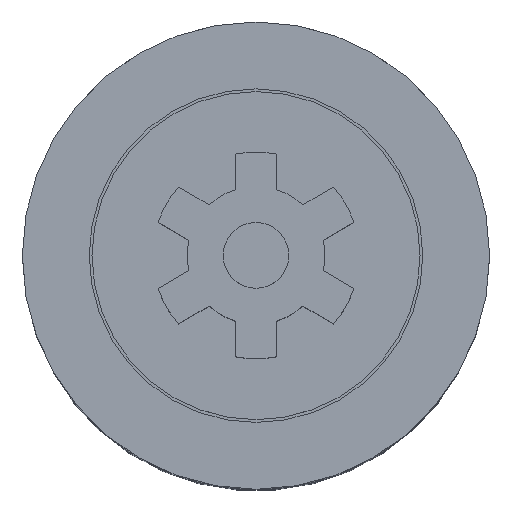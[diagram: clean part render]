
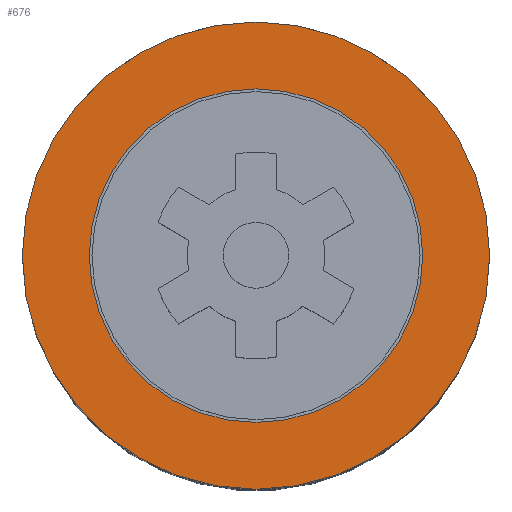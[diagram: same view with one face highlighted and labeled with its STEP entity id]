
A CAD part, top view. The second image highlights one B-rep face of the part: STEP entity #676.
In plain terms, the highlighted planar face has unit normal (0, 0, 1).
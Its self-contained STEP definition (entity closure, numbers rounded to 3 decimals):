
#219 = DIRECTION ( 'NONE',  ( 1., 0., 0. ) ) ;
#249 = CARTESIAN_POINT ( 'NONE',  ( 0., 0., 19.52 ) ) ;
#306 = CIRCLE ( 'NONE', #2346, 5.085 ) ;
#326 = AXIS2_PLACEMENT_3D ( 'NONE', #2356, #2386, #2601 ) ;
#327 = CARTESIAN_POINT ( 'NONE',  ( -5.085, 0., 19.52 ) ) ;
#386 = CIRCLE ( 'NONE', #388, 3.63 ) ;
#388 = AXIS2_PLACEMENT_3D ( 'NONE', #3127, #1720, #219 ) ;
#493 = DIRECTION ( 'NONE',  ( 1., 0., 0. ) ) ;
#641 = EDGE_LOOP ( 'NONE', ( #1858, #1996 ) ) ;
#665 = EDGE_CURVE ( 'NONE', #1859, #1268, #306, .T. ) ;
#676 = ADVANCED_FACE ( 'NONE', ( #969, #2818 ), #896, .T. ) ;
#728 = DIRECTION ( 'NONE',  ( 0., 0., 1. ) ) ;
#729 = DIRECTION ( 'NONE',  ( 0., 0., 1. ) ) ;
#738 = CARTESIAN_POINT ( 'NONE',  ( 0., 0., 19.52 ) ) ;
#809 = DIRECTION ( 'NONE',  ( 1., 0., 0. ) ) ;
#896 = PLANE ( 'NONE',  #326 ) ;
#969 = FACE_BOUND ( 'NONE', #1589, .T. ) ;
#1268 = VERTEX_POINT ( 'NONE', #2963 ) ;
#1582 = ORIENTED_EDGE ( 'NONE', *, *, #2065, .F. ) ;
#1589 = EDGE_LOOP ( 'NONE', ( #1582, #1740 ) ) ;
#1690 = CIRCLE ( 'NONE', #2310, 5.085 ) ;
#1720 = DIRECTION ( 'NONE',  ( 0., 0., 1. ) ) ;
#1740 = ORIENTED_EDGE ( 'NONE', *, *, #2975, .F. ) ;
#1858 = ORIENTED_EDGE ( 'NONE', *, *, #665, .T. ) ;
#1859 = VERTEX_POINT ( 'NONE', #327 ) ;
#1996 = ORIENTED_EDGE ( 'NONE', *, *, #2518, .T. ) ;
#2065 = EDGE_CURVE ( 'NONE', #2961, #3085, #2173, .T. ) ;
#2163 = CARTESIAN_POINT ( 'NONE',  ( 3.63, 0., 19.52 ) ) ;
#2173 = CIRCLE ( 'NONE', #2479, 3.63 ) ;
#2310 = AXIS2_PLACEMENT_3D ( 'NONE', #249, #728, #809 ) ;
#2346 = AXIS2_PLACEMENT_3D ( 'NONE', #738, #729, #493 ) ;
#2356 = CARTESIAN_POINT ( 'NONE',  ( 0., 0., 19.52 ) ) ;
#2386 = DIRECTION ( 'NONE',  ( 0., 0., 1. ) ) ;
#2479 = AXIS2_PLACEMENT_3D ( 'NONE', #3100, #3080, #3059 ) ;
#2518 = EDGE_CURVE ( 'NONE', #1268, #1859, #1690, .T. ) ;
#2601 = DIRECTION ( 'NONE',  ( 1., 0., 0. ) ) ;
#2683 = CARTESIAN_POINT ( 'NONE',  ( -3.63, 0., 19.52 ) ) ;
#2818 = FACE_OUTER_BOUND ( 'NONE', #641, .T. ) ;
#2961 = VERTEX_POINT ( 'NONE', #2163 ) ;
#2963 = CARTESIAN_POINT ( 'NONE',  ( 5.085, 0., 19.52 ) ) ;
#2975 = EDGE_CURVE ( 'NONE', #3085, #2961, #386, .T. ) ;
#3059 = DIRECTION ( 'NONE',  ( 1., 0., 0. ) ) ;
#3080 = DIRECTION ( 'NONE',  ( 0., 0., 1. ) ) ;
#3085 = VERTEX_POINT ( 'NONE', #2683 ) ;
#3100 = CARTESIAN_POINT ( 'NONE',  ( 0., 0., 19.52 ) ) ;
#3127 = CARTESIAN_POINT ( 'NONE',  ( 0., 0., 19.52 ) ) ;
